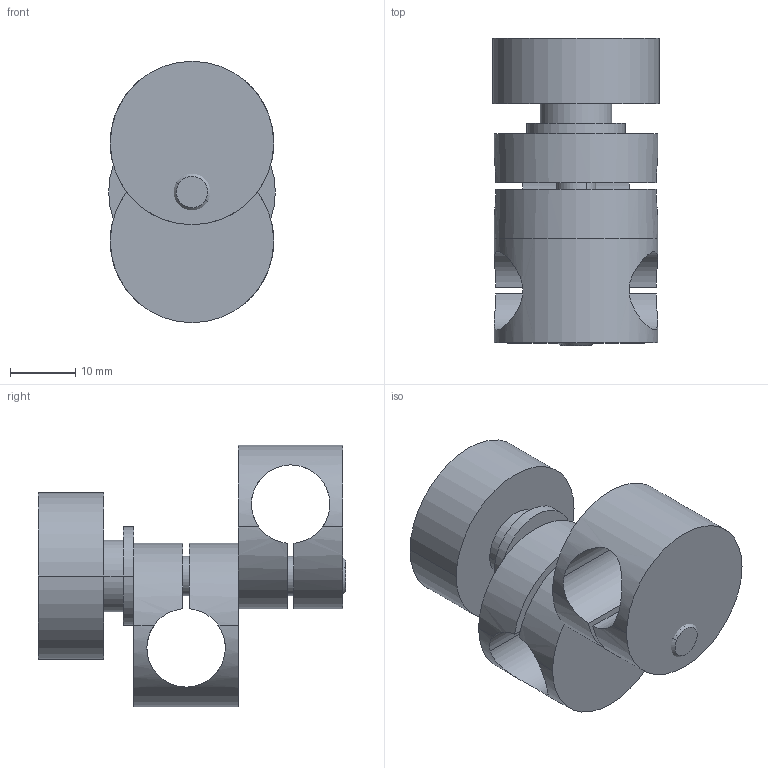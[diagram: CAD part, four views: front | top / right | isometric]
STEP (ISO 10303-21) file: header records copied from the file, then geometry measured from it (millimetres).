
FILE_DESCRIPTION (( 'STEP AP203' ), '1' );
FILE_NAME ('02CAP-2(M)-A.STEP', '2016-03-02T03:48:23', ( '' ), ( '' ), 'SwSTEP 2.0', 'SolidWorks 2016', '' );
FILE_SCHEMA (( 'CONFIG_CONTROL_DESIGN' ));
Length unit declared in the file: millimetre
Products named in the file (1): 02CAP-2(M)-A
Bounding box: 25.5 x 47 x 40 mm (x, y, z)
Volume: 15619.3 mm3; surface area: 10362.8 mm2
Topology: 5 solids, 5 shells, 67 faces, 160 edges, 105 vertices
Faces by surface type: cylinder 36, plane 23, cone 6, bspline 2
Entity records: 2393 total; most frequent: CARTESIAN_POINT 747, DIRECTION 330, ORIENTED_EDGE 316, EDGE_CURVE 158, AXIS2_PLACEMENT_3D 136, VERTEX_POINT 105, EDGE_LOOP 83, CIRCLE 70
